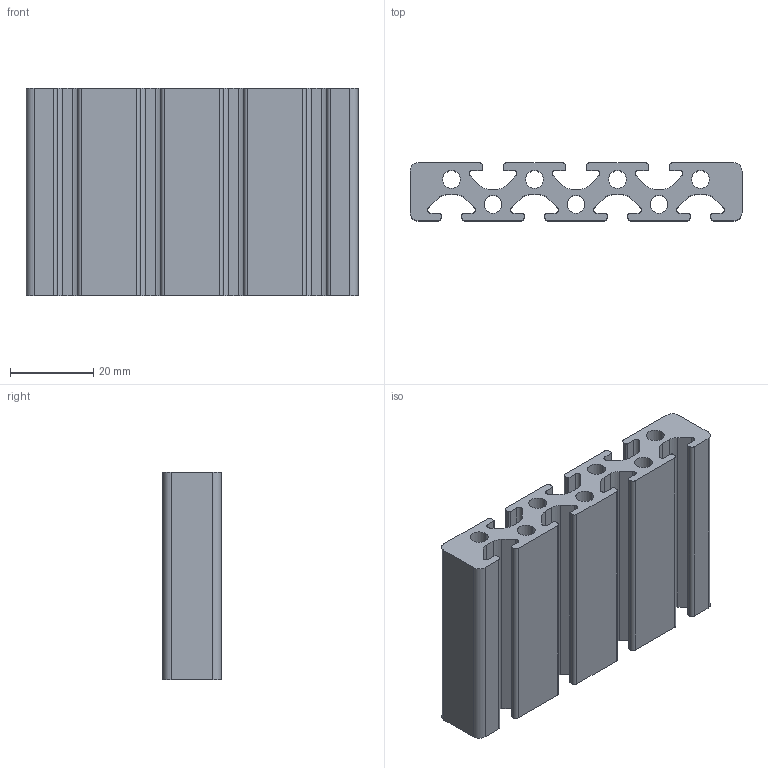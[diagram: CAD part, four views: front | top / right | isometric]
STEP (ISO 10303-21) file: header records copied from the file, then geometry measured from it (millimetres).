
FILE_DESCRIPTION (( 'STEP AP214' ), '1' );
FILE_NAME ('BASE05E0037-Profilé 5 80x14.step', '2023-03-24T09:34:45', ( 'Altae' ), ( '' ), 'SwSTEP 2.0', 'SolidWorks 2021', '' );
FILE_SCHEMA (( 'AUTOMOTIVE_DESIGN' ));
Length unit declared in the file: millimetre
Products named in the file (1): BASE05E0037-Profilé 5 80x14
Bounding box: 80 x 14 x 50 mm (x, y, z)
Volume: 33504 mm3; surface area: 22204.5 mm2
Topology: 1 solids, 1 shells, 143 faces, 423 edges, 282 vertices
Faces by surface type: cylinder 81, plane 62
Entity records: 4901 total; most frequent: DIRECTION 873, CARTESIAN_POINT 849, ORIENTED_EDGE 846, EDGE_CURVE 423, AXIS2_PLACEMENT_3D 306, VERTEX_POINT 282, VECTOR 261, LINE 261
